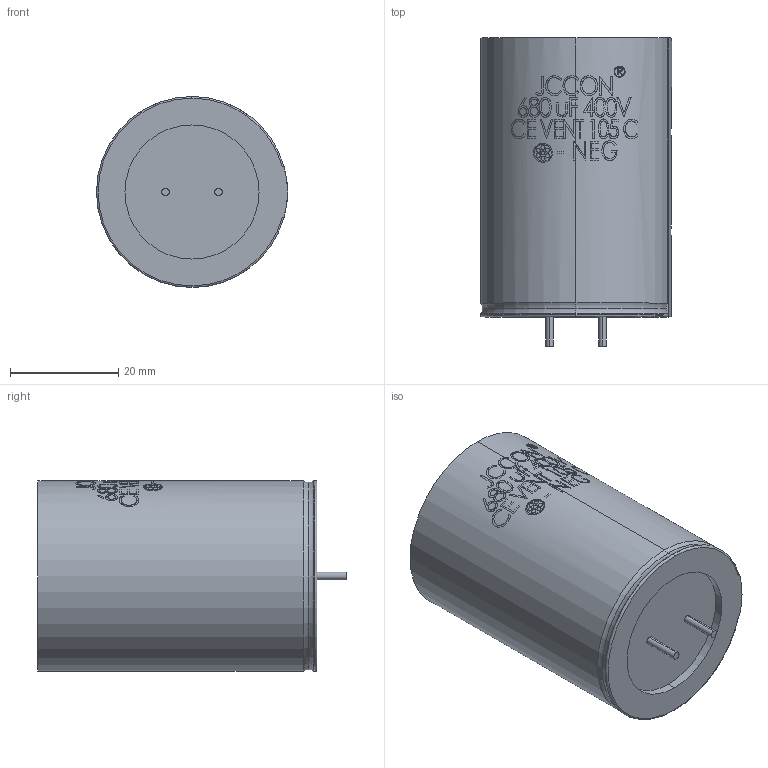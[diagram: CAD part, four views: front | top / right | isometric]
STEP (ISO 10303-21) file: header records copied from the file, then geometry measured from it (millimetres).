
FILE_DESCRIPTION (( 'STEP AP214' ), '1' );
FILE_NAME ('JCCON 680 uF 400V.STEP', '2023-06-27T10:35:22', ( '' ), ( '' ), 'SwSTEP 2.0', 'SolidWorks 2021', '' );
FILE_SCHEMA (( 'AUTOMOTIVE_DESIGN' ));
Length unit declared in the file: millimetre
Products named in the file (1): JCCON 680 uF 400V
Bounding box: 35.34 x 57 x 35.34 mm (x, y, z)
Volume: 49204.6 mm3; surface area: 7871.4 mm2
Topology: 1 solids, 1 shells, 502 faces, 1314 edges, 874 vertices
Faces by surface type: plane 223, bspline 201, cylinder 66, torus 9, cone 3
Entity records: 30277 total; most frequent: CARTESIAN_POINT 13701, ORIENTED_EDGE 2628, DIRECTION 1630, EDGE_CURVE 1314, VERTEX_POINT 874, LINE 626, VECTOR 626, EDGE_LOOP 562
